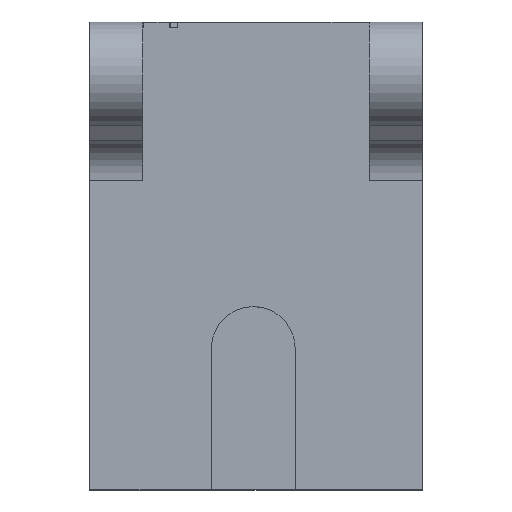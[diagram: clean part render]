
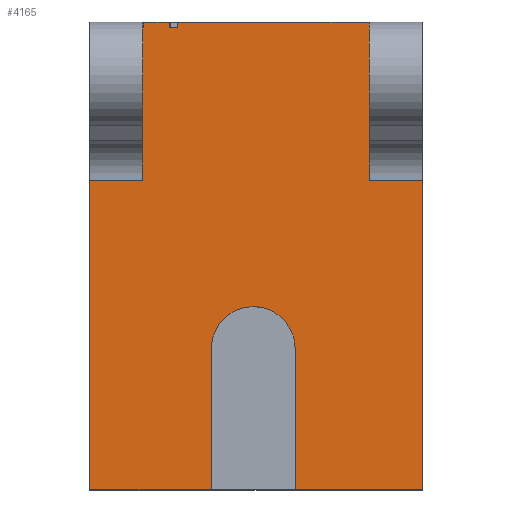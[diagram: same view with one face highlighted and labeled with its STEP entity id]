
A CAD part, top view. The second image highlights one B-rep face of the part: STEP entity #4165.
In plain terms, the highlighted planar face has unit normal (0, 0, 1).
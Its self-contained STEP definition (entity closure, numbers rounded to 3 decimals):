
#32=CIRCLE('',#4335,3.938);
#33=CIRCLE('',#4336,3.938);
#130=B_SPLINE_CURVE_WITH_KNOTS('',3,(#6402,#6403,#6404,#6405,#6406,#6407),
 .UNSPECIFIED.,.F.,.F.,(4,2,4),(0.,0.025,0.05),
 .UNSPECIFIED.);
#132=B_SPLINE_CURVE_WITH_KNOTS('',3,(#6424,#6425,#6426,#6427,#6428,#6429),
 .UNSPECIFIED.,.F.,.F.,(4,2,4),(0.,0.025,0.05),
 .UNSPECIFIED.);
#137=B_SPLINE_CURVE_WITH_KNOTS('',3,(#6512,#6513,#6514,#6515,#6516,#6517),
 .UNSPECIFIED.,.F.,.F.,(4,2,4),(0.,0.025,0.05),
 .UNSPECIFIED.);
#171=B_SPLINE_CURVE_WITH_KNOTS('',3,(#7086,#7087,#7088,#7089,#7090,#7091,
#7092,#7093),.UNSPECIFIED.,.F.,.F.,(4,2,2,4),(0.,0.333,0.744,
1.),.UNSPECIFIED.);
#172=B_SPLINE_CURVE_WITH_KNOTS('',3,(#7097,#7098,#7099,#7100,#7101,#7102,
#7103,#7104,#7105,#7106,#7107,#7108,#7109,#7110,#7111,#7112,#7113,#7114),
 .UNSPECIFIED.,.F.,.F.,(4,2,2,2,2,2,2,2,4),(0.,0.169,0.333,
0.436,0.5,0.564,0.667,
0.831,1.),.UNSPECIFIED.);
#173=B_SPLINE_CURVE_WITH_KNOTS('',3,(#7118,#7119,#7120,#7121,#7122,#7123,
#7124,#7125),.UNSPECIFIED.,.F.,.F.,(4,2,2,4),(0.,0.256,0.667,
1.),.UNSPECIFIED.);
#388=FACE_OUTER_BOUND('',#614,.T.);
#614=EDGE_LOOP('',(#3492,#3493,#3494,#3495,#3496,#3497,#3498,#3499,#3500,
#3501,#3502,#3503,#3504,#3505,#3506,#3507,#3508,#3509,#3510,#3511,#3512,
#3513));
#875=LINE('',#6316,#1348);
#879=LINE('',#6347,#1352);
#976=LINE('',#7024,#1449);
#977=LINE('',#7029,#1450);
#993=LINE('',#7070,#1466);
#994=LINE('',#7075,#1467);
#995=LINE('',#7078,#1468);
#996=LINE('',#7080,#1469);
#997=LINE('',#7082,#1470);
#998=LINE('',#7084,#1471);
#999=LINE('',#7127,#1472);
#1000=LINE('',#7129,#1473);
#1001=LINE('',#7130,#1474);
#1002=LINE('',#7131,#1475);
#1348=VECTOR('',#4719,10.);
#1352=VECTOR('',#4723,10.);
#1449=VECTOR('',#4880,10.);
#1450=VECTOR('',#4885,10.);
#1466=VECTOR('',#4917,10.);
#1467=VECTOR('',#4926,10.);
#1468=VECTOR('',#4929,10.);
#1469=VECTOR('',#4930,10.);
#1470=VECTOR('',#4931,10.);
#1471=VECTOR('',#4932,10.);
#1472=VECTOR('',#4937,10.);
#1473=VECTOR('',#4938,10.);
#1474=VECTOR('',#4939,10.);
#1475=VECTOR('',#4940,10.);
#1802=VERTEX_POINT('',#6314);
#1803=VERTEX_POINT('',#6315);
#1810=VERTEX_POINT('',#6340);
#1811=VERTEX_POINT('',#6346);
#1819=VERTEX_POINT('',#6401);
#1820=VERTEX_POINT('',#6423);
#1828=VERTEX_POINT('',#6511);
#1904=VERTEX_POINT('',#7022);
#1906=VERTEX_POINT('',#7028);
#1922=VERTEX_POINT('',#7066);
#1923=VERTEX_POINT('',#7068);
#1924=VERTEX_POINT('',#7077);
#1925=VERTEX_POINT('',#7079);
#1926=VERTEX_POINT('',#7081);
#1927=VERTEX_POINT('',#7083);
#1928=VERTEX_POINT('',#7085);
#1929=VERTEX_POINT('',#7094);
#1930=VERTEX_POINT('',#7096);
#1931=VERTEX_POINT('',#7115);
#1932=VERTEX_POINT('',#7117);
#1933=VERTEX_POINT('',#7126);
#1934=VERTEX_POINT('',#7128);
#2295=EDGE_CURVE('',#1802,#1803,#875,.T.);
#2303=EDGE_CURVE('',#1811,#1810,#879,.T.);
#2314=EDGE_CURVE('',#1810,#1819,#130,.T.);
#2316=EDGE_CURVE('',#1820,#1802,#132,.T.);
#2332=EDGE_CURVE('',#1828,#1811,#137,.T.);
#2447=EDGE_CURVE('',#1803,#1904,#976,.T.);
#2449=EDGE_CURVE('',#1906,#1828,#977,.T.);
#2469=EDGE_CURVE('',#1923,#1922,#993,.T.);
#2472=EDGE_CURVE('',#1923,#1906,#994,.T.);
#2473=EDGE_CURVE('',#1904,#1924,#995,.T.);
#2474=EDGE_CURVE('',#1924,#1925,#996,.T.);
#2475=EDGE_CURVE('',#1925,#1926,#997,.T.);
#2476=EDGE_CURVE('',#1926,#1927,#998,.T.);
#2477=EDGE_CURVE('',#1927,#1928,#171,.T.);
#2478=EDGE_CURVE('',#1928,#1929,#32,.T.);
#2479=EDGE_CURVE('',#1929,#1930,#172,.T.);
#2480=EDGE_CURVE('',#1930,#1931,#33,.T.);
#2481=EDGE_CURVE('',#1931,#1932,#173,.T.);
#2482=EDGE_CURVE('',#1932,#1933,#999,.T.);
#2483=EDGE_CURVE('',#1933,#1934,#1000,.T.);
#2484=EDGE_CURVE('',#1934,#1922,#1001,.T.);
#2485=EDGE_CURVE('',#1819,#1820,#1002,.T.);
#3492=ORIENTED_EDGE('',*,*,#2295,.T.);
#3493=ORIENTED_EDGE('',*,*,#2447,.T.);
#3494=ORIENTED_EDGE('',*,*,#2473,.T.);
#3495=ORIENTED_EDGE('',*,*,#2474,.T.);
#3496=ORIENTED_EDGE('',*,*,#2475,.T.);
#3497=ORIENTED_EDGE('',*,*,#2476,.T.);
#3498=ORIENTED_EDGE('',*,*,#2477,.T.);
#3499=ORIENTED_EDGE('',*,*,#2478,.T.);
#3500=ORIENTED_EDGE('',*,*,#2479,.T.);
#3501=ORIENTED_EDGE('',*,*,#2480,.T.);
#3502=ORIENTED_EDGE('',*,*,#2481,.T.);
#3503=ORIENTED_EDGE('',*,*,#2482,.T.);
#3504=ORIENTED_EDGE('',*,*,#2483,.T.);
#3505=ORIENTED_EDGE('',*,*,#2484,.T.);
#3506=ORIENTED_EDGE('',*,*,#2469,.F.);
#3507=ORIENTED_EDGE('',*,*,#2472,.T.);
#3508=ORIENTED_EDGE('',*,*,#2449,.T.);
#3509=ORIENTED_EDGE('',*,*,#2332,.T.);
#3510=ORIENTED_EDGE('',*,*,#2303,.T.);
#3511=ORIENTED_EDGE('',*,*,#2314,.T.);
#3512=ORIENTED_EDGE('',*,*,#2485,.T.);
#3513=ORIENTED_EDGE('',*,*,#2316,.T.);
#3959=PLANE('',#4334);
#4165=ADVANCED_FACE('',(#388),#3959,.T.);
#4334=AXIS2_PLACEMENT_3D('',#7076,#4927,#4928);
#4335=AXIS2_PLACEMENT_3D('',#7095,#4933,#4934);
#4336=AXIS2_PLACEMENT_3D('',#7116,#4935,#4936);
#4719=DIRECTION('',(-1.,0.,0.));
#4723=DIRECTION('',(-1.,0.,0.));
#4880=DIRECTION('',(0.,-1.,0.));
#4885=DIRECTION('',(-1.,0.,0.));
#4917=DIRECTION('',(1.,0.,0.));
#4926=DIRECTION('',(0.,1.,0.));
#4927=DIRECTION('center_axis',(0.,0.,1.));
#4928=DIRECTION('ref_axis',(1.,0.,0.));
#4929=DIRECTION('',(-1.,0.,0.));
#4930=DIRECTION('',(0.,-1.,0.));
#4931=DIRECTION('',(1.,0.,0.));
#4932=DIRECTION('',(0.,1.,0.));
#4933=DIRECTION('center_axis',(0.,0.,-1.));
#4934=DIRECTION('ref_axis',(-0.354,0.935,0.));
#4935=DIRECTION('center_axis',(0.,0.,-1.));
#4936=DIRECTION('ref_axis',(0.935,0.354,0.));
#4937=DIRECTION('',(0.,-1.,0.));
#4938=DIRECTION('',(1.,0.,0.));
#4939=DIRECTION('',(0.,1.,0.));
#4940=DIRECTION('',(-1.,0.,0.));
#6314=CARTESIAN_POINT('',(3.071,41.5,24.2));
#6315=CARTESIAN_POINT('',(3.,41.5,24.2));
#6316=CARTESIAN_POINT('',(13.638,41.5,24.2));
#6340=CARTESIAN_POINT('',(5.49,41.5,24.2));
#6346=CARTESIAN_POINT('',(6.252,41.5,24.2));
#6347=CARTESIAN_POINT('',(13.638,41.5,24.2));
#6401=CARTESIAN_POINT('',(5.49,42.,24.2));
#6402=CARTESIAN_POINT('Ctrl Pts',(5.49,41.5,24.2));
#6403=CARTESIAN_POINT('Ctrl Pts',(5.49,41.583,24.2));
#6404=CARTESIAN_POINT('Ctrl Pts',(5.49,41.667,24.2));
#6405=CARTESIAN_POINT('Ctrl Pts',(5.49,41.833,24.2));
#6406=CARTESIAN_POINT('Ctrl Pts',(5.49,41.917,24.2));
#6407=CARTESIAN_POINT('Ctrl Pts',(5.49,42.,24.2));
#6423=CARTESIAN_POINT('',(3.071,42.,24.2));
#6424=CARTESIAN_POINT('Ctrl Pts',(3.071,42.,24.2));
#6425=CARTESIAN_POINT('Ctrl Pts',(3.071,41.917,24.2));
#6426=CARTESIAN_POINT('Ctrl Pts',(3.071,41.833,24.2));
#6427=CARTESIAN_POINT('Ctrl Pts',(3.071,41.667,24.2));
#6428=CARTESIAN_POINT('Ctrl Pts',(3.071,41.583,24.2));
#6429=CARTESIAN_POINT('Ctrl Pts',(3.071,41.5,24.2));
#6511=CARTESIAN_POINT('',(6.252,42.,24.2));
#6512=CARTESIAN_POINT('Ctrl Pts',(6.252,42.,24.2));
#6513=CARTESIAN_POINT('Ctrl Pts',(6.252,41.917,24.2));
#6514=CARTESIAN_POINT('Ctrl Pts',(6.252,41.833,24.2));
#6515=CARTESIAN_POINT('Ctrl Pts',(6.252,41.667,24.2));
#6516=CARTESIAN_POINT('Ctrl Pts',(6.252,41.583,24.2));
#6517=CARTESIAN_POINT('Ctrl Pts',(6.252,41.5,24.2));
#7022=CARTESIAN_POINT('',(3.,27.058,24.2));
#7024=CARTESIAN_POINT('',(3.,27.265,24.2));
#7028=CARTESIAN_POINT('',(24.3,42.,24.2));
#7029=CARTESIAN_POINT('',(29.3,42.,24.2));
#7066=CARTESIAN_POINT('',(29.3,27.058,24.2));
#7068=CARTESIAN_POINT('',(24.3,27.058,24.2));
#7070=CARTESIAN_POINT('',(29.3,27.058,24.2));
#7075=CARTESIAN_POINT('',(24.3,27.265,24.2));
#7076=CARTESIAN_POINT('Origin',(13.65,20.,24.2));
#7077=CARTESIAN_POINT('',(-2.,27.058,24.2));
#7078=CARTESIAN_POINT('',(-2.,27.058,24.2));
#7079=CARTESIAN_POINT('',(-2.,-2.,24.2));
#7080=CARTESIAN_POINT('',(-2.,42.,24.2));
#7081=CARTESIAN_POINT('',(9.451,-2.,24.2));
#7082=CARTESIAN_POINT('',(-2.,-2.,24.2));
#7083=CARTESIAN_POINT('',(9.449,11.277,24.2));
#7084=CARTESIAN_POINT('',(9.449,9.,24.2));
#7085=CARTESIAN_POINT('',(9.708,12.671,24.2));
#7086=CARTESIAN_POINT('Ctrl Pts',(9.449,11.277,24.2));
#7087=CARTESIAN_POINT('Ctrl Pts',(9.449,11.435,24.2));
#7088=CARTESIAN_POINT('Ctrl Pts',(9.458,11.594,24.2));
#7089=CARTESIAN_POINT('Ctrl Pts',(9.502,11.944,24.2));
#7090=CARTESIAN_POINT('Ctrl Pts',(9.541,12.135,24.2));
#7091=CARTESIAN_POINT('Ctrl Pts',(9.627,12.441,24.2));
#7092=CARTESIAN_POINT('Ctrl Pts',(9.665,12.557,24.2));
#7093=CARTESIAN_POINT('Ctrl Pts',(9.708,12.671,24.2));
#7094=CARTESIAN_POINT('',(11.996,14.959,24.2));
#7095=CARTESIAN_POINT('Origin',(13.39,11.277,24.2));
#7096=CARTESIAN_POINT('',(14.785,14.959,24.2));
#7097=CARTESIAN_POINT('Ctrl Pts',(11.996,14.959,24.2));
#7098=CARTESIAN_POINT('Ctrl Pts',(12.146,15.016,24.2));
#7099=CARTESIAN_POINT('Ctrl Pts',(12.3,15.064,24.2));
#7100=CARTESIAN_POINT('Ctrl Pts',(12.607,15.141,24.2));
#7101=CARTESIAN_POINT('Ctrl Pts',(12.761,15.169,24.2));
#7102=CARTESIAN_POINT('Ctrl Pts',(13.012,15.201,24.2));
#7103=CARTESIAN_POINT('Ctrl Pts',(13.109,15.209,24.2));
#7104=CARTESIAN_POINT('Ctrl Pts',(13.268,15.217,24.2));
#7105=CARTESIAN_POINT('Ctrl Pts',(13.329,15.218,24.2));
#7106=CARTESIAN_POINT('Ctrl Pts',(13.451,15.218,24.2));
#7107=CARTESIAN_POINT('Ctrl Pts',(13.512,15.217,24.2));
#7108=CARTESIAN_POINT('Ctrl Pts',(13.67,15.209,24.2));
#7109=CARTESIAN_POINT('Ctrl Pts',(13.768,15.201,24.2));
#7110=CARTESIAN_POINT('Ctrl Pts',(14.019,15.17,24.2));
#7111=CARTESIAN_POINT('Ctrl Pts',(14.172,15.141,24.2));
#7112=CARTESIAN_POINT('Ctrl Pts',(14.48,15.064,24.2));
#7113=CARTESIAN_POINT('Ctrl Pts',(14.634,15.016,24.2));
#7114=CARTESIAN_POINT('Ctrl Pts',(14.785,14.959,24.2));
#7115=CARTESIAN_POINT('',(17.073,12.671,24.2));
#7116=CARTESIAN_POINT('Origin',(13.39,11.277,24.2));
#7117=CARTESIAN_POINT('',(17.332,11.277,24.2));
#7118=CARTESIAN_POINT('Ctrl Pts',(17.073,12.671,24.2));
#7119=CARTESIAN_POINT('Ctrl Pts',(17.116,12.557,24.2));
#7120=CARTESIAN_POINT('Ctrl Pts',(17.154,12.441,24.2));
#7121=CARTESIAN_POINT('Ctrl Pts',(17.24,12.135,24.2));
#7122=CARTESIAN_POINT('Ctrl Pts',(17.279,11.944,24.2));
#7123=CARTESIAN_POINT('Ctrl Pts',(17.322,11.594,24.2));
#7124=CARTESIAN_POINT('Ctrl Pts',(17.332,11.435,24.2));
#7125=CARTESIAN_POINT('Ctrl Pts',(17.332,11.277,24.2));
#7126=CARTESIAN_POINT('',(17.33,-2.,24.2));
#7127=CARTESIAN_POINT('',(17.333,15.638,24.2));
#7128=CARTESIAN_POINT('',(29.3,-2.,24.2));
#7129=CARTESIAN_POINT('',(-2.,-2.,24.2));
#7130=CARTESIAN_POINT('',(29.3,-2.,24.2));
#7131=CARTESIAN_POINT('',(29.3,42.,24.2));
